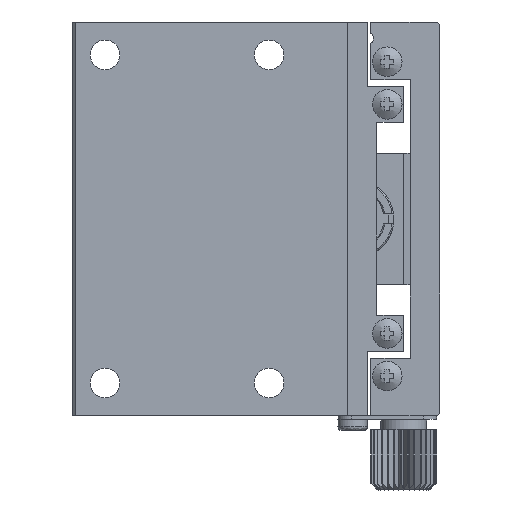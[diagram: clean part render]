
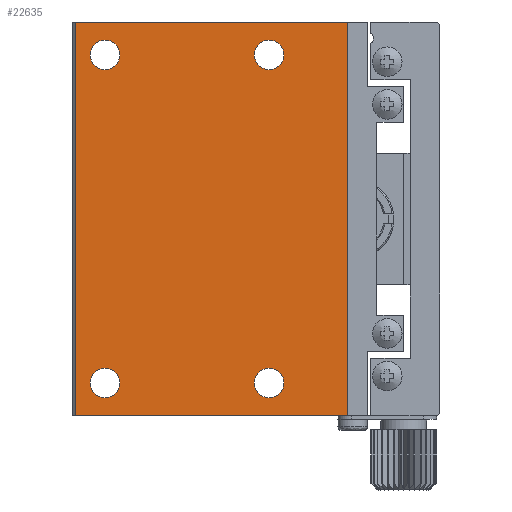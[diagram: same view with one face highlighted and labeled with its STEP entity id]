
A CAD part, front view. The second image highlights one B-rep face of the part: STEP entity #22635.
In plain terms, the highlighted planar face has unit normal (0, -1, 0).
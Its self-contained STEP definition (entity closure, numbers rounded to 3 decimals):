
#255 = ORIENTED_EDGE ( 'NONE', *, *, #59996, .F. ) ;
#2174 = VECTOR ( 'NONE', #59127, 1000. ) ;
#2326 = VECTOR ( 'NONE', #67254, 1000. ) ;
#3519 = DIRECTION ( 'NONE',  ( 0., 0., -1. ) ) ;
#4698 = DIRECTION ( 'NONE',  ( 0., 0., -1. ) ) ;
#8708 = AXIS2_PLACEMENT_3D ( 'NONE', #69602, #18801, #3519 ) ;
#11737 = ORIENTED_EDGE ( 'NONE', *, *, #21275, .T. ) ;
#12063 = ORIENTED_EDGE ( 'NONE', *, *, #20357, .T. ) ;
#12761 = VERTEX_POINT ( 'NONE', #62591 ) ;
#15475 = CARTESIAN_POINT ( 'NONE',  ( -12., 0., -5. ) ) ;
#15823 = ORIENTED_EDGE ( 'NONE', *, *, #64039, .F. ) ;
#15975 = LINE ( 'NONE', #73032, #2326 ) ;
#17383 = CARTESIAN_POINT ( 'NONE',  ( 0., 0., -60. ) ) ;
#17784 = VERTEX_POINT ( 'NONE', #54656 ) ;
#18031 = FACE_BOUND ( 'NONE', #25919, .T. ) ;
#18801 = DIRECTION ( 'NONE',  ( 0., 1., 0. ) ) ;
#20357 = EDGE_CURVE ( 'NONE', #12761, #25809, #15975, .T. ) ;
#21275 = EDGE_CURVE ( 'NONE', #90107, #90107, #72678, .T. ) ;
#21479 = AXIS2_PLACEMENT_3D ( 'NONE', #15475, #45112, #36543 ) ;
#22635 = ADVANCED_FACE ( 'NONE', ( #45323, #74572, #68342, #18031, #31924 ), #54896, .T. ) ;
#23186 = LINE ( 'NONE', #45161, #87748 ) ;
#23453 = EDGE_CURVE ( 'NONE', #17784, #17784, #33091, .T. ) ;
#25315 = CARTESIAN_POINT ( 'NONE',  ( -12., 0., -7.25 ) ) ;
#25809 = VERTEX_POINT ( 'NONE', #48755 ) ;
#25919 = EDGE_LOOP ( 'NONE', ( #93207 ) ) ;
#27139 = VERTEX_POINT ( 'NONE', #25315 ) ;
#31366 = AXIS2_PLACEMENT_3D ( 'NONE', #43312, #72562, #34719 ) ;
#31546 = VERTEX_POINT ( 'NONE', #88952 ) ;
#31924 = FACE_BOUND ( 'NONE', #43710, .T. ) ;
#32407 = DIRECTION ( 'NONE',  ( 0., -1., 0. ) ) ;
#32997 = EDGE_LOOP ( 'NONE', ( #11737 ) ) ;
#33091 = CIRCLE ( 'NONE', #8708, 2.25 ) ;
#34719 = DIRECTION ( 'NONE',  ( 0., 0., -1. ) ) ;
#35753 = EDGE_CURVE ( 'NONE', #49360, #49360, #57966, .T. ) ;
#36177 = AXIS2_PLACEMENT_3D ( 'NONE', #84127, #32407, #40517 ) ;
#36543 = DIRECTION ( 'NONE',  ( 0., 0., -1. ) ) ;
#38448 = LINE ( 'NONE', #17383, #2174 ) ;
#40517 = DIRECTION ( 'NONE',  ( 0., 0., -1. ) ) ;
#40558 = CARTESIAN_POINT ( 'NONE',  ( 0., 0., -60. ) ) ;
#43312 = CARTESIAN_POINT ( 'NONE',  ( -12., 0., -55. ) ) ;
#43710 = EDGE_LOOP ( 'NONE', ( #88757 ) ) ;
#45112 = DIRECTION ( 'NONE',  ( 0., 1., 0. ) ) ;
#45161 = CARTESIAN_POINT ( 'NONE',  ( 0., 0., 0. ) ) ;
#45323 = FACE_OUTER_BOUND ( 'NONE', #80757, .T. ) ;
#48755 = CARTESIAN_POINT ( 'NONE',  ( -41.5, 0., -60. ) ) ;
#49360 = VERTEX_POINT ( 'NONE', #63303 ) ;
#49767 = DIRECTION ( 'NONE',  ( 0., 0., -1. ) ) ;
#54656 = CARTESIAN_POINT ( 'NONE',  ( -37., 0., -57.25 ) ) ;
#54853 = AXIS2_PLACEMENT_3D ( 'NONE', #56980, #86658, #49767 ) ;
#54896 = PLANE ( 'NONE',  #36177 ) ;
#55418 = LINE ( 'NONE', #40558, #78887 ) ;
#56980 = CARTESIAN_POINT ( 'NONE',  ( -37., 0., -5. ) ) ;
#57065 = ORIENTED_EDGE ( 'NONE', *, *, #91231, .T. ) ;
#57966 = CIRCLE ( 'NONE', #54853, 2.25 ) ;
#59127 = DIRECTION ( 'NONE',  ( 1., 0., 0. ) ) ;
#59996 = EDGE_CURVE ( 'NONE', #12761, #31546, #23186, .T. ) ;
#61848 = EDGE_CURVE ( 'NONE', #25809, #66626, #38448, .T. ) ;
#62591 = CARTESIAN_POINT ( 'NONE',  ( -41.5, 0., 0. ) ) ;
#63303 = CARTESIAN_POINT ( 'NONE',  ( -37., 0., -7.25 ) ) ;
#64039 = EDGE_CURVE ( 'NONE', #31546, #66626, #55418, .T. ) ;
#66626 = VERTEX_POINT ( 'NONE', #81255 ) ;
#67254 = DIRECTION ( 'NONE',  ( 0., 0., -1. ) ) ;
#68342 = FACE_BOUND ( 'NONE', #32997, .T. ) ;
#69602 = CARTESIAN_POINT ( 'NONE',  ( -37., 0., -55. ) ) ;
#72392 = EDGE_LOOP ( 'NONE', ( #57065 ) ) ;
#72562 = DIRECTION ( 'NONE',  ( 0., 1., 0. ) ) ;
#72678 = CIRCLE ( 'NONE', #31366, 2.25 ) ;
#73032 = CARTESIAN_POINT ( 'NONE',  ( -41.5, 0., -60. ) ) ;
#73901 = ORIENTED_EDGE ( 'NONE', *, *, #61848, .T. ) ;
#74415 = DIRECTION ( 'NONE',  ( 1., 0., 0. ) ) ;
#74572 = FACE_BOUND ( 'NONE', #72392, .T. ) ;
#78887 = VECTOR ( 'NONE', #4698, 1000. ) ;
#80757 = EDGE_LOOP ( 'NONE', ( #73901, #15823, #255, #12063 ) ) ;
#81255 = CARTESIAN_POINT ( 'NONE',  ( 0., 0., -60. ) ) ;
#82458 = CARTESIAN_POINT ( 'NONE',  ( -12., 0., -57.25 ) ) ;
#84127 = CARTESIAN_POINT ( 'NONE',  ( -41.5, 0., -60. ) ) ;
#86658 = DIRECTION ( 'NONE',  ( 0., 1., 0. ) ) ;
#87748 = VECTOR ( 'NONE', #74415, 1000. ) ;
#88757 = ORIENTED_EDGE ( 'NONE', *, *, #35753, .T. ) ;
#88952 = CARTESIAN_POINT ( 'NONE',  ( 0., 0., 0. ) ) ;
#90107 = VERTEX_POINT ( 'NONE', #82458 ) ;
#91231 = EDGE_CURVE ( 'NONE', #27139, #27139, #91807, .T. ) ;
#91807 = CIRCLE ( 'NONE', #21479, 2.25 ) ;
#93207 = ORIENTED_EDGE ( 'NONE', *, *, #23453, .T. ) ;
